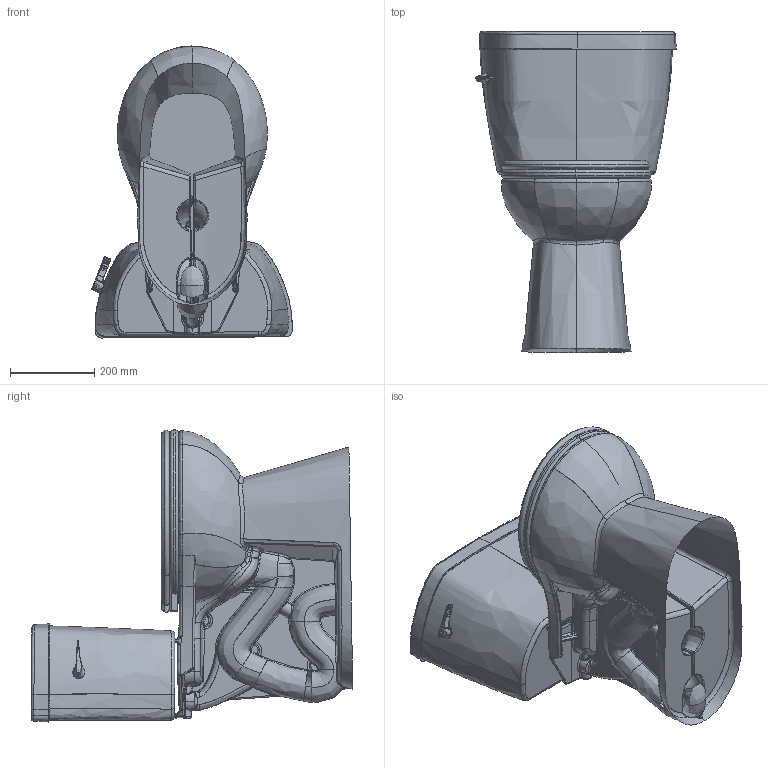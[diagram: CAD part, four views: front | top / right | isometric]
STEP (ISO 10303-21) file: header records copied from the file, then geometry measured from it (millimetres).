
FILE_DESCRIPTION (( 'STEP AP203' ), '1' );
FILE_NAME ('Stealth_SFH_RB_N7716&N7717TFH.STEP', '2016-09-14T00:43:19', ( '' ), ( '' ), 'SwSTEP 2.0', 'SolidWorks 2015', '' );
FILE_SCHEMA (( 'CONFIG_CONTROL_DESIGN' ));
Length unit declared in the file: metre
Products named in the file (8): Side_Handle_Flush_Lever001; N7716_N7714; Stealth_SFH_RB_N7716&N7717TFH; Fillet002; N7716_N7714001; Fillet; N7716_N7714002; Fillet003
Assembly tree (7 placements, depth 2):
  Stealth_SFH_RB_N7716&N7717TFH
    Side_Handle_Flush_Lever001
    Fillet
    Fillet003
    Fillet002
    N7716_N7714
    N7716_N7714001
    N7716_N7714002
Bounding box: 476.38 x 763.56 x 693.79 mm (x, y, z)
Volume: 3318220.8 mm3; surface area: 2375757.7 mm2
Topology: 5 solids, 927 shells, 1727 faces, 16894 edges, 16087 vertices
Faces by surface type: bspline 978, plane 483, cylinder 236, cone 29, torus 1
Entity records: 249705 total; most frequent: CARTESIAN_POINT 167991, ORIENTED_EDGE 18947, EDGE_CURVE 16854, VERTEX_POINT 16087, B_SPLINE_CURVE_WITH_KNOTS 14769, DIRECTION 3192, EDGE_LOOP 1768, FACE_OUTER_BOUND 1726
